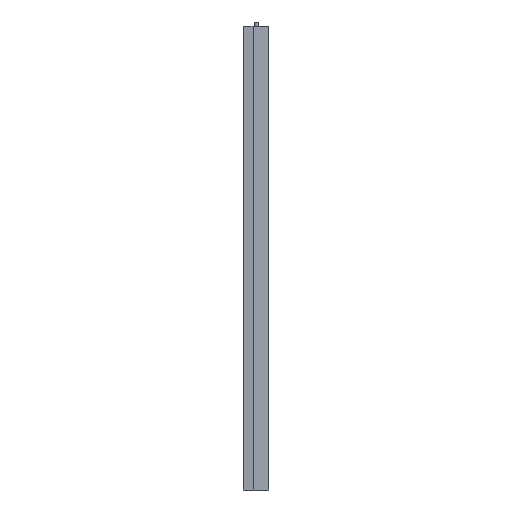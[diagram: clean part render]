
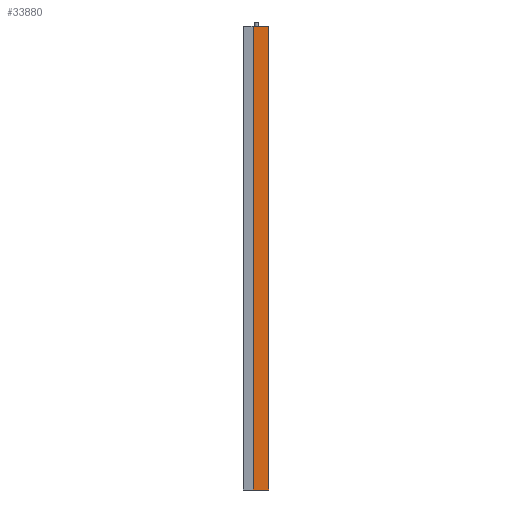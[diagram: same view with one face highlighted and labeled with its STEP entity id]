
A CAD part, left-side view. The second image highlights one B-rep face of the part: STEP entity #33880.
In plain terms, the highlighted face is planar.
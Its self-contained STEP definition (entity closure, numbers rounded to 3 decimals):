
#1418 = ORIENTED_EDGE ( 'NONE', *, *, #11709, .T. ) ;
#1763 = VECTOR ( 'NONE', #29239, 1000. ) ;
#2517 = DIRECTION ( 'NONE',  ( 0., 1., 0. ) ) ;
#3408 = CARTESIAN_POINT ( 'NONE',  ( 8.25, 27.868, 417. ) ) ;
#3462 = ORIENTED_EDGE ( 'NONE', *, *, #11715, .F. ) ;
#4649 = AXIS2_PLACEMENT_3D ( 'NONE', #27619, #27427, #16609 ) ;
#5941 = PLANE ( 'NONE',  #4649 ) ;
#6116 = FACE_OUTER_BOUND ( 'NONE', #32969, .T. ) ;
#6416 = LINE ( 'NONE', #3408, #18569 ) ;
#7913 = LINE ( 'NONE', #18598, #1763 ) ;
#8988 = CARTESIAN_POINT ( 'NONE',  ( 8.25, 0.3, 417. ) ) ;
#10554 = VECTOR ( 'NONE', #2517, 1000. ) ;
#11655 = DIRECTION ( 'NONE',  ( 0., 0., -1. ) ) ;
#11709 = EDGE_CURVE ( 'NONE', #14533, #22013, #16554, .T. ) ;
#11715 = EDGE_CURVE ( 'NONE', #17110, #26399, #6416, .T. ) ;
#13015 = VECTOR ( 'NONE', #11655, 1000. ) ;
#13158 = CARTESIAN_POINT ( 'NONE',  ( 8.25, 27.868, -417. ) ) ;
#14533 = VERTEX_POINT ( 'NONE', #8988 ) ;
#15880 = CARTESIAN_POINT ( 'NONE',  ( 8.25, 0.3, -417. ) ) ;
#16554 = LINE ( 'NONE', #27197, #13015 ) ;
#16609 = DIRECTION ( 'NONE',  ( 0., 0., 1. ) ) ;
#16694 = CARTESIAN_POINT ( 'NONE',  ( 8.25, 0.3, 417. ) ) ;
#17095 = EDGE_CURVE ( 'NONE', #14533, #17110, #29948, .T. ) ;
#17110 = VERTEX_POINT ( 'NONE', #30470 ) ;
#18569 = VECTOR ( 'NONE', #29646, 1000. ) ;
#18583 = ORIENTED_EDGE ( 'NONE', *, *, #17095, .F. ) ;
#18598 = CARTESIAN_POINT ( 'NONE',  ( 8.25, 0.3, -417. ) ) ;
#22013 = VERTEX_POINT ( 'NONE', #15880 ) ;
#25173 = EDGE_CURVE ( 'NONE', #22013, #26399, #7913, .T. ) ;
#26399 = VERTEX_POINT ( 'NONE', #13158 ) ;
#27197 = CARTESIAN_POINT ( 'NONE',  ( 8.25, 0.3, 417. ) ) ;
#27427 = DIRECTION ( 'NONE',  ( -1., 0., 0. ) ) ;
#27619 = CARTESIAN_POINT ( 'NONE',  ( 8.25, 0.3, 417. ) ) ;
#29239 = DIRECTION ( 'NONE',  ( 0., 1., 0. ) ) ;
#29646 = DIRECTION ( 'NONE',  ( 0., 0., -1. ) ) ;
#29948 = LINE ( 'NONE', #16694, #10554 ) ;
#30470 = CARTESIAN_POINT ( 'NONE',  ( 8.25, 27.868, 417. ) ) ;
#32969 = EDGE_LOOP ( 'NONE', ( #33182, #3462, #18583, #1418 ) ) ;
#33182 = ORIENTED_EDGE ( 'NONE', *, *, #25173, .T. ) ;
#33880 = ADVANCED_FACE ( 'NONE', ( #6116 ), #5941, .F. ) ;
